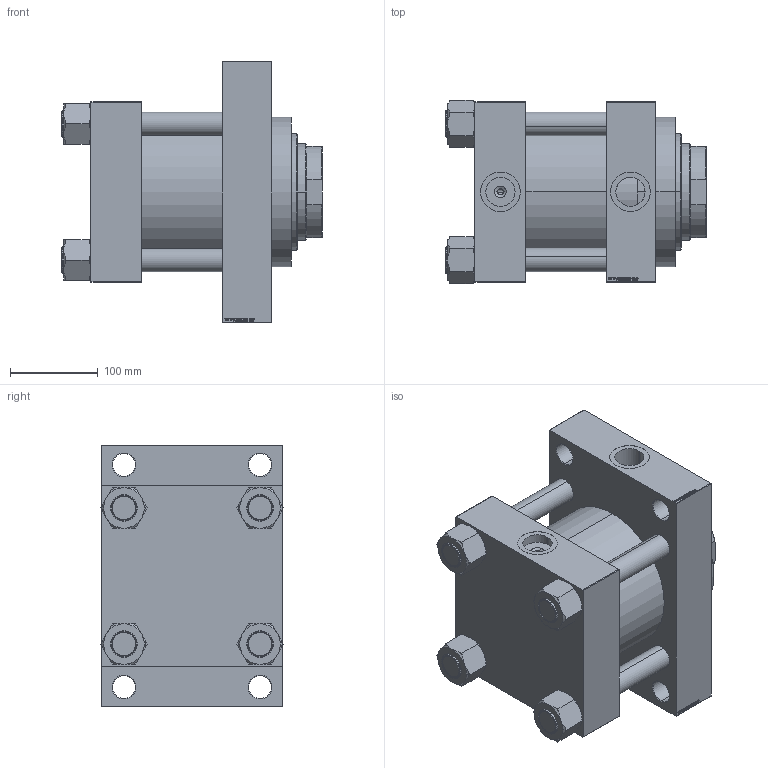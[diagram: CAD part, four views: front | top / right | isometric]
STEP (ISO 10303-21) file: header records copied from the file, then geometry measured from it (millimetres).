
FILE_DESCRIPTION (( 'STEP AP203' ), '1' );
FILE_NAME ('26ac.STEP', '2022-04-16T12:40:31', ( '' ), ( '' ), 'SwSTEP 2.0', 'SolidWorks 2019', '' );
FILE_SCHEMA (( 'CONFIG_CONTROL_DESIGN' ));
Length unit declared in the file: millimetre
Products named in the file (6): V215CR_VCP_D dea902f67d46ce9dcbff72fe235cd997; 26ac; V215CR_D_Body dea902f67d46ce9dcbff72fe235cd997; NUT_M5_D dea902f67d46ce9dcbff72fe235cd997; V215_VC_A dea902f67d46ce9dcbff72fe235cd997; V215CR_D_TYCINKA dea902f67d46ce9dcbff72fe235cd997
Assembly tree (11 placements, depth 2):
  26ac
    V215CR_D_Body dea902f67d46ce9dcbff72fe235cd997
    V215CR_VCP_D dea902f67d46ce9dcbff72fe235cd997
    NUT_M5_D dea902f67d46ce9dcbff72fe235cd997  x4
    V215CR_D_TYCINKA dea902f67d46ce9dcbff72fe235cd997  x4
    V215_VC_A dea902f67d46ce9dcbff72fe235cd997
Bounding box: 296 x 208.14 x 297 mm (x, y, z)
Volume: 8127291.5 mm3; surface area: 778829.1 mm2
Topology: 11 solids, 11 shells, 1159 faces, 2927 edges, 1903 vertices
Faces by surface type: plane 547, bspline 368, cone 144, cylinder 92, torus 8
Entity records: 47975 total; most frequent: CARTESIAN_POINT 25268, ORIENTED_EDGE 5118, DIRECTION 3309, EDGE_CURVE 2559, VERTEX_POINT 1681, LINE 1533, VECTOR 1533, EDGE_LOOP 1136
